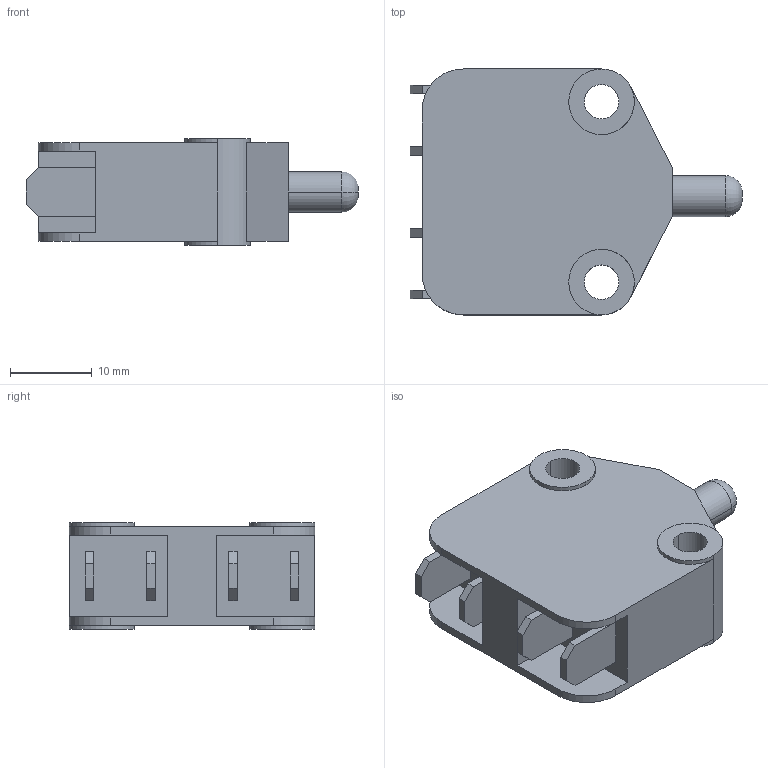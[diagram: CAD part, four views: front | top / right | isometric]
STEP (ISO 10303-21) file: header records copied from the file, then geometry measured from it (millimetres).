
FILE_DESCRIPTION (( 'STEP AP203' ), '1' );
FILE_NAME ('M-12.STEP', '2017-04-27T18:50:30', ( '' ), ( '' ), 'SwSTEP 2.0', 'SolidWorks 2017', '' );
FILE_SCHEMA (( 'CONFIG_CONTROL_DESIGN' ));
Length unit declared in the file: millimetre
Products named in the file (1): M-12
Bounding box: 40.49 x 30 x 13 mm (x, y, z)
Volume: 8452.5 mm3; surface area: 4196.2 mm2
Topology: 1 solids, 1 shells, 66 faces, 175 edges, 113 vertices
Faces by surface type: plane 48, cylinder 16, torus 2
Entity records: 2104 total; most frequent: CARTESIAN_POINT 353, ORIENTED_EDGE 346, DIRECTION 345, EDGE_CURVE 173, LINE 135, VECTOR 135, VERTEX_POINT 113, AXIS2_PLACEMENT_3D 105
